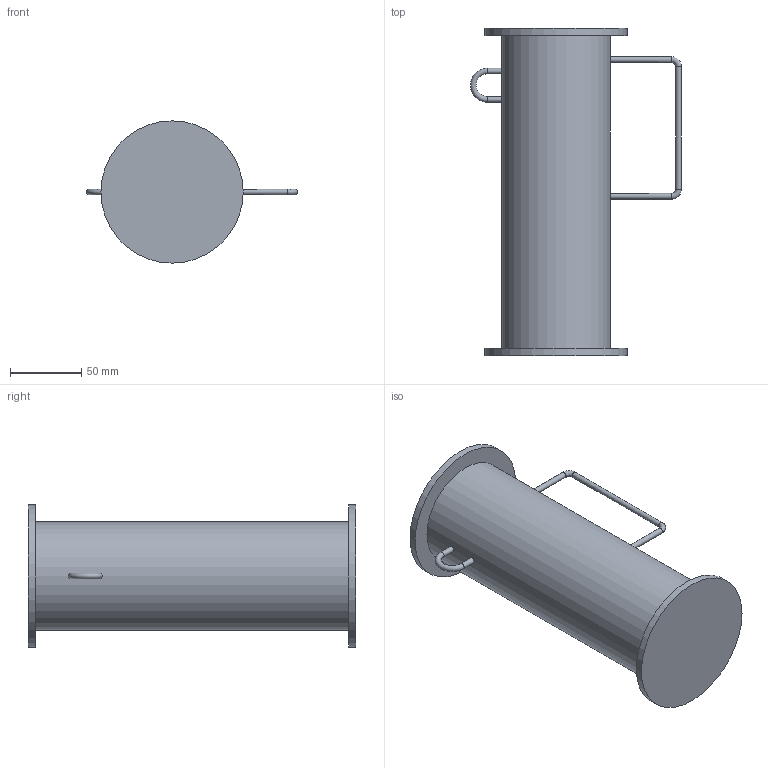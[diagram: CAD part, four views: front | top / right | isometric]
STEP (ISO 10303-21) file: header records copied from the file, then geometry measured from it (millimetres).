
FILE_DESCRIPTION (( 'STEP AP203' ), '1' );
FILE_NAME ('30W71-安全桿.STEP', '2023-11-03T01:38:41', ( '' ), ( '' ), 'SwSTEP 2.0', 'SolidWorks 2018', '' );
FILE_SCHEMA (( 'CONFIG_CONTROL_DESIGN' ));
Length unit declared in the file: millimetre
Products named in the file (1): 30W71-安全桿
Bounding box: 148.29 x 230 x 100 mm (x, y, z)
Volume: 328772.9 mm3; surface area: 134713.5 mm2
Topology: 2 solids, 3 shells, 24 faces, 40 edges, 26 vertices
Faces by surface type: cylinder 11, plane 10, torus 3
Full cylindrical faces by diameter (mm): 4 x7, 66.3 x1, 76.3 x1, 100 x2
Entity records: 749 total; most frequent: CARTESIAN_POINT 289, DIRECTION 86, ORIENTED_EDGE 44, EDGE_LOOP 44, AXIS2_PLACEMENT_3D 43, FACE_OUTER_BOUND 38, ADVANCED_FACE 24, EDGE_CURVE 22
